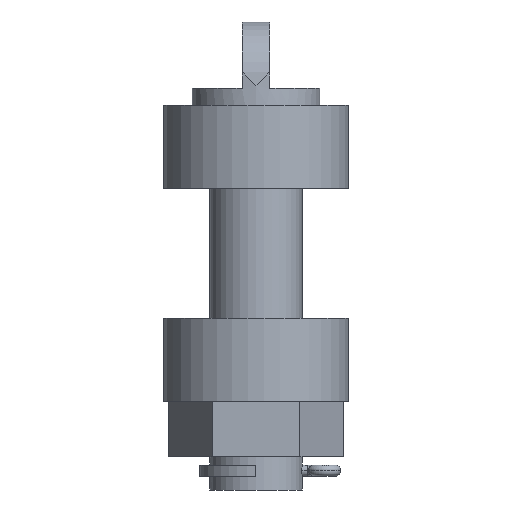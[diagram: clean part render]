
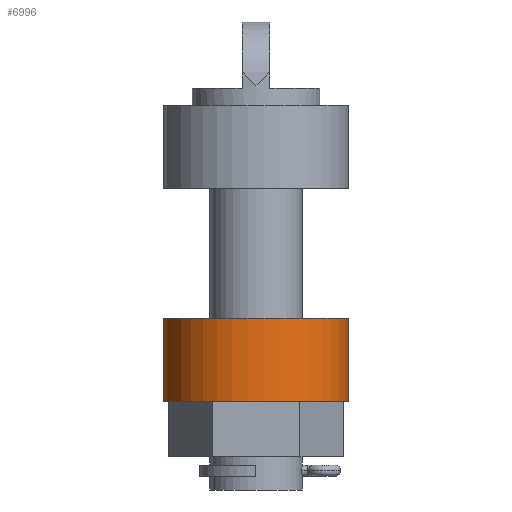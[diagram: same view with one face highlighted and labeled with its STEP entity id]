
A CAD part, front view. The second image highlights one B-rep face of the part: STEP entity #6996.
In plain terms, the highlighted cylindrical face has radius 30 mm (diameter 60 mm), a partial arc.
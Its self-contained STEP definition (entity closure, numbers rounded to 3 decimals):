
#742=CARTESIAN_POINT('',(0.,0.,27.));
#743=DIRECTION('',(0.,0.,1.));
#744=DIRECTION('',(-0.593,0.805,0.));
#745=AXIS2_PLACEMENT_3D('',#742,#743,#744);
#747=CARTESIAN_POINT('',(0.,0.,0.));
#748=DIRECTION('',(0.,0.,-1.));
#749=DIRECTION('',(0.593,0.805,0.));
#750=AXIS2_PLACEMENT_3D('',#747,#748,#749);
#818=CARTESIAN_POINT('',(17.788,24.157,27.));
#819=CARTESIAN_POINT('',(18.071,23.949,26.047));
#820=CARTESIAN_POINT('',(18.545,23.585,24.197));
#821=CARTESIAN_POINT('',(19.038,23.187,21.656));
#822=CARTESIAN_POINT('',(19.376,22.905,19.253));
#823=CARTESIAN_POINT('',(19.588,22.723,16.928));
#824=CARTESIAN_POINT('',(19.691,22.633,14.661));
#825=CARTESIAN_POINT('',(19.692,22.632,12.43));
#826=CARTESIAN_POINT('',(19.596,22.715,10.21));
#827=CARTESIAN_POINT('',(19.398,22.886,7.948));
#828=CARTESIAN_POINT('',(19.072,23.159,5.546));
#829=CARTESIAN_POINT('',(18.575,23.562,2.928));
#830=CARTESIAN_POINT('',(18.085,23.939,1.001));
#831=CARTESIAN_POINT('',(17.788,24.158,0.));
#4058=CARTESIAN_POINT('',(-17.788,24.157,
0.));
#4059=CARTESIAN_POINT('',(-18.08,23.942,
0.986));
#4060=CARTESIAN_POINT('',(-18.568,23.567,2.895));
#4061=CARTESIAN_POINT('',(-19.073,23.158,5.546));
#4062=CARTESIAN_POINT('',(-19.402,22.882,7.982));
#4063=CARTESIAN_POINT('',(-19.6,22.713,10.261));
#4064=CARTESIAN_POINT('',(-19.691,22.633,12.434));
#4065=CARTESIAN_POINT('',(-19.691,22.633,14.573));
#4066=CARTESIAN_POINT('',(-19.599,22.713,16.75));
#4067=CARTESIAN_POINT('',(-19.401,22.884,19.032));
#4068=CARTESIAN_POINT('',(-19.07,23.161,21.469));
#4069=CARTESIAN_POINT('',(-18.566,23.569,24.115));
#4070=CARTESIAN_POINT('',(-18.079,23.943,26.018));
#4071=CARTESIAN_POINT('',(-17.788,24.158,27.));
#5102=VERTEX_POINT('',#4058);
#5103=VERTEX_POINT('',#4071);
#5104=VERTEX_POINT('',#818);
#5105=VERTEX_POINT('',#831);
#6983=CARTESIAN_POINT('',(0.,0.,0.));
#6984=DIRECTION('',(0.,0.,1.));
#6985=DIRECTION('',(1.,0.,0.));
#6986=AXIS2_PLACEMENT_3D('',#6983,#6984,#6985);
#6987=CYLINDRICAL_SURFACE('',#6986,30.);
#6988=ORIENTED_EDGE('',*,*,#6970,.T.);
#6990=ORIENTED_EDGE('',*,*,#6989,.T.);
#6991=ORIENTED_EDGE('',*,*,#6032,.T.);
#6993=ORIENTED_EDGE('',*,*,#6992,.T.);
#6994=EDGE_LOOP('',(#6988,#6990,#6991,#6993));
#6995=FACE_OUTER_BOUND('',#6994,.F.);
#6996=ADVANCED_FACE('',(#6995),#6987,.T.);
#746=CIRCLE('',#745,30.);
#751=CIRCLE('',#750,30.);
#832=B_SPLINE_CURVE_WITH_KNOTS('',3,(#818,#819,#820,#821,#822,#823,#824,#825,
#826,#827,#828,#829,#830,#831),.UNSPECIFIED.,.F.,.F.,(4,1,1,1,1,1,1,1,1,1,1,4),(
0.,0.091,0.182,0.273,0.364,
0.455,0.545,0.636,0.727,
0.818,0.909,1.),.UNSPECIFIED.);
#4072=B_SPLINE_CURVE_WITH_KNOTS('',3,(#4058,#4059,#4060,#4061,#4062,#4063,#4064,
#4065,#4066,#4067,#4068,#4069,#4070,#4071),.UNSPECIFIED.,.F.,.F.,(4,1,1,1,1,1,1,
1,1,1,1,4),(0.,0.091,0.182,0.273,
0.364,0.455,0.545,0.636,
0.727,0.818,0.909,1.),.UNSPECIFIED.);
#6032=EDGE_CURVE('',#5105,#5102,#751,.T.);
#6970=EDGE_CURVE('',#5103,#5104,#746,.T.);
#6989=EDGE_CURVE('',#5104,#5105,#832,.T.);
#6992=EDGE_CURVE('',#5102,#5103,#4072,.T.);
